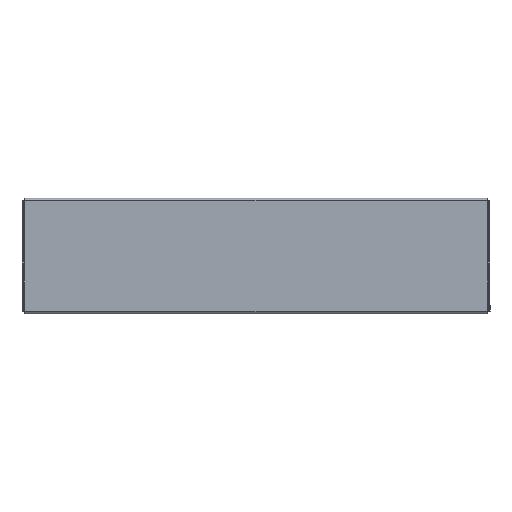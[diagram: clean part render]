
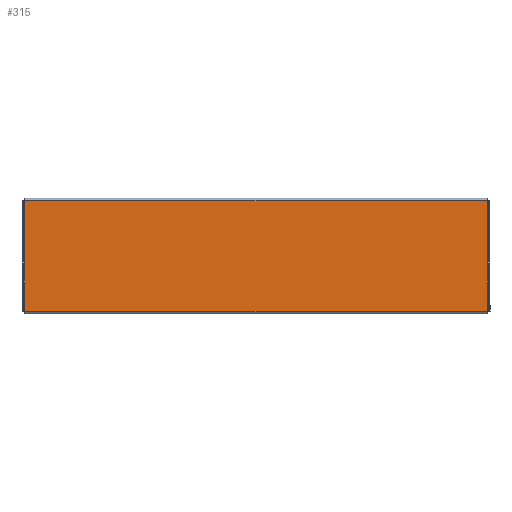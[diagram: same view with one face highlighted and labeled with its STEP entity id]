
A CAD part, top view. The second image highlights one B-rep face of the part: STEP entity #315.
In plain terms, the highlighted planar face has unit normal (0, 0, 1).
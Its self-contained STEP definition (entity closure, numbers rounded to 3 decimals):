
#43 = CARTESIAN_POINT ( 'NONE',  ( 250., 59.5, 0. ) ) ;
#103 = CARTESIAN_POINT ( 'NONE',  ( -250., -59.5, 0. ) ) ;
#118 = VERTEX_POINT ( 'NONE', #1206 ) ;
#137 = DIRECTION ( 'NONE',  ( -1., 0., 0. ) ) ;
#139 = VERTEX_POINT ( 'NONE', #43 ) ;
#254 = ORIENTED_EDGE ( 'NONE', *, *, #1097, .T. ) ;
#284 = VECTOR ( 'NONE', #1033, 1000. ) ;
#315 = ADVANCED_FACE ( 'NONE', ( #1643 ), #1258, .T. ) ;
#353 = AXIS2_PLACEMENT_3D ( 'NONE', #1136, #617, #603 ) ;
#385 = EDGE_CURVE ( 'NONE', #139, #118, #763, .T. ) ;
#396 = DIRECTION ( 'NONE',  ( 1., 0., 0. ) ) ;
#404 = VECTOR ( 'NONE', #137, 1000. ) ;
#464 = ORIENTED_EDGE ( 'NONE', *, *, #881, .F. ) ;
#544 = CARTESIAN_POINT ( 'NONE',  ( 250., -59.5, 0. ) ) ;
#603 = DIRECTION ( 'NONE',  ( 1., 0., 0. ) ) ;
#605 = VERTEX_POINT ( 'NONE', #544 ) ;
#617 = DIRECTION ( 'NONE',  ( 0., 0., 1. ) ) ;
#631 = CARTESIAN_POINT ( 'NONE',  ( 250., 59.5, 0. ) ) ;
#763 = LINE ( 'NONE', #1124, #404 ) ;
#783 = VERTEX_POINT ( 'NONE', #103 ) ;
#881 = EDGE_CURVE ( 'NONE', #139, #605, #1278, .T. ) ;
#1029 = ORIENTED_EDGE ( 'NONE', *, *, #385, .T. ) ;
#1033 = DIRECTION ( 'NONE',  ( 0., -1., 0. ) ) ;
#1077 = VECTOR ( 'NONE', #396, 1000. ) ;
#1097 = EDGE_CURVE ( 'NONE', #783, #605, #1159, .T. ) ;
#1124 = CARTESIAN_POINT ( 'NONE',  ( -253., 59.5, 0. ) ) ;
#1136 = CARTESIAN_POINT ( 'NONE',  ( 0., 0., 0. ) ) ;
#1159 = LINE ( 'NONE', #1559, #1077 ) ;
#1183 = ORIENTED_EDGE ( 'NONE', *, *, #1314, .F. ) ;
#1206 = CARTESIAN_POINT ( 'NONE',  ( -250., 59.5, 0. ) ) ;
#1258 = PLANE ( 'NONE',  #353 ) ;
#1278 = LINE ( 'NONE', #631, #284 ) ;
#1286 = EDGE_LOOP ( 'NONE', ( #1029, #1183, #254, #464 ) ) ;
#1314 = EDGE_CURVE ( 'NONE', #783, #118, #1622, .T. ) ;
#1539 = VECTOR ( 'NONE', #1677, 1000. ) ;
#1559 = CARTESIAN_POINT ( 'NONE',  ( -253., -59.5, 0. ) ) ;
#1622 = LINE ( 'NONE', #1656, #1539 ) ;
#1643 = FACE_OUTER_BOUND ( 'NONE', #1286, .T. ) ;
#1656 = CARTESIAN_POINT ( 'NONE',  ( -250., -59.5, 0. ) ) ;
#1677 = DIRECTION ( 'NONE',  ( 0., 1., 0. ) ) ;
